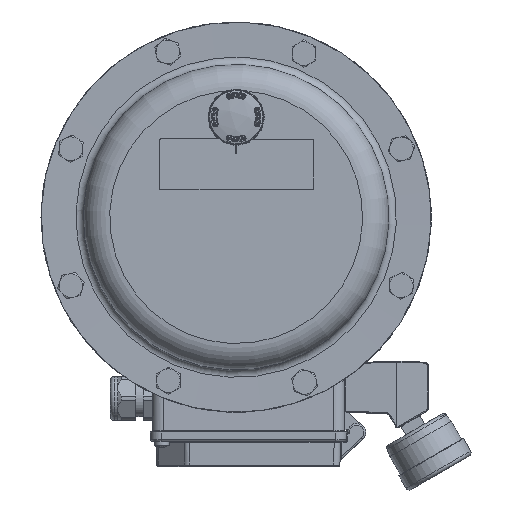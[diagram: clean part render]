
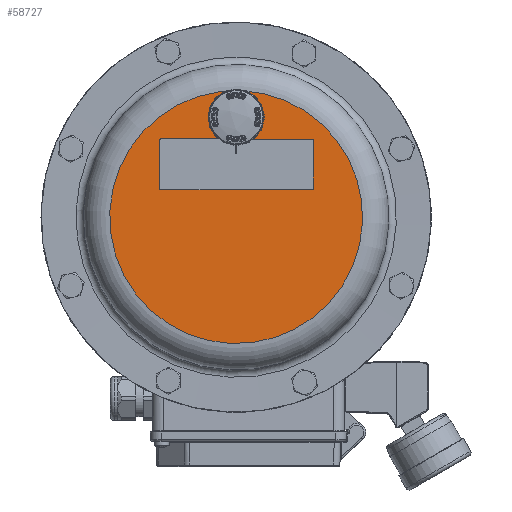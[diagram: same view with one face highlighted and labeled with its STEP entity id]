
A CAD part, top view. The second image highlights one B-rep face of the part: STEP entity #58727.
In plain terms, the highlighted planar face has unit normal (0, 0, 1).
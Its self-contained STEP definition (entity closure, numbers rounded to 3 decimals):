
#3810=LINE('',#116662,#7064);
#3814=LINE('',#116671,#7068);
#3817=LINE('',#116679,#7071);
#3820=LINE('',#116687,#7074);
#7064=VECTOR('',#75351,1000.);
#7068=VECTOR('',#75361,1000.);
#7071=VECTOR('',#75370,1000.);
#7074=VECTOR('',#75379,1000.);
#8979=FACE_BOUND('',#15895,.T.);
#8980=FACE_BOUND('',#15896,.T.);
#9879=PLANE('',#63671);
#12402=FACE_OUTER_BOUND('',#15894,.T.);
#15894=EDGE_LOOP('',(#47202));
#15895=EDGE_LOOP('',(#47203,#47204,#47205,#47206,#47207,#47208,#47209,#47210));
#15896=EDGE_LOOP('',(#47211,#47212));
#18559=CIRCLE('',#62955,10.35);
#18629=CIRCLE('',#63052,69.65);
#18882=CIRCLE('',#63613,1.);
#18883=CIRCLE('',#63616,1.);
#18884=CIRCLE('',#63619,1.);
#18885=CIRCLE('',#63622,1.);
#18886=CIRCLE('',#63672,10.35);
#24933=VERTEX_POINT('',#113316);
#24934=VERTEX_POINT('',#113317);
#25020=VERTEX_POINT('',#113901);
#25502=VERTEX_POINT('',#116660);
#25503=VERTEX_POINT('',#116661);
#25504=VERTEX_POINT('',#116666);
#25505=VERTEX_POINT('',#116670);
#25506=VERTEX_POINT('',#116674);
#25507=VERTEX_POINT('',#116678);
#25508=VERTEX_POINT('',#116682);
#25509=VERTEX_POINT('',#116686);
#32017=EDGE_CURVE('',#24933,#24934,#18559,.T.);
#32134=EDGE_CURVE('',#25020,#25020,#18629,.T.);
#32908=EDGE_CURVE('',#25502,#25503,#3810,.T.);
#32911=EDGE_CURVE('',#25503,#25504,#18882,.T.);
#32913=EDGE_CURVE('',#25504,#25505,#3814,.T.);
#32915=EDGE_CURVE('',#25505,#25506,#18883,.T.);
#32917=EDGE_CURVE('',#25506,#25507,#3817,.T.);
#32919=EDGE_CURVE('',#25507,#25508,#18884,.T.);
#32921=EDGE_CURVE('',#25508,#25509,#3820,.T.);
#32923=EDGE_CURVE('',#25509,#25502,#18885,.T.);
#32996=EDGE_CURVE('',#24934,#24933,#18886,.T.);
#47202=ORIENTED_EDGE('',*,*,#32134,.F.);
#47203=ORIENTED_EDGE('',*,*,#32923,.F.);
#47204=ORIENTED_EDGE('',*,*,#32921,.F.);
#47205=ORIENTED_EDGE('',*,*,#32919,.F.);
#47206=ORIENTED_EDGE('',*,*,#32917,.F.);
#47207=ORIENTED_EDGE('',*,*,#32915,.F.);
#47208=ORIENTED_EDGE('',*,*,#32913,.F.);
#47209=ORIENTED_EDGE('',*,*,#32911,.F.);
#47210=ORIENTED_EDGE('',*,*,#32908,.F.);
#47211=ORIENTED_EDGE('',*,*,#32996,.T.);
#47212=ORIENTED_EDGE('',*,*,#32017,.T.);
#58727=ADVANCED_FACE('',(#12402,#8979,#8980),#9879,.F.);
#62955=AXIS2_PLACEMENT_3D('',#113318,#73794,#73795);
#63052=AXIS2_PLACEMENT_3D('',#113903,#74014,#74015);
#63613=AXIS2_PLACEMENT_3D('',#116667,#75356,#75357);
#63616=AXIS2_PLACEMENT_3D('',#116675,#75365,#75366);
#63619=AXIS2_PLACEMENT_3D('',#116683,#75374,#75375);
#63622=AXIS2_PLACEMENT_3D('',#116690,#75383,#75384);
#63671=AXIS2_PLACEMENT_3D('',#116835,#75553,#75554);
#63672=AXIS2_PLACEMENT_3D('',#116836,#75555,#75556);
#73794=DIRECTION('center_axis',(0.,0.,
-1.));
#73795=DIRECTION('ref_axis',(-0.924,0.383,0.));
#74014=DIRECTION('center_axis',(0.,0.,
-1.));
#74015=DIRECTION('ref_axis',(-0.924,0.383,0.));
#75351=DIRECTION('',(0.,1.,0.));
#75356=DIRECTION('center_axis',(0.,0.,
1.));
#75357=DIRECTION('ref_axis',(0.,-1.,0.));
#75361=DIRECTION('',(-1.,0.,0.));
#75365=DIRECTION('center_axis',(0.,0.,
1.));
#75366=DIRECTION('ref_axis',(0.,-1.,0.));
#75370=DIRECTION('',(0.,-1.,0.));
#75374=DIRECTION('center_axis',(0.,0.,
1.));
#75375=DIRECTION('ref_axis',(0.,-1.,0.));
#75379=DIRECTION('',(1.,0.,0.));
#75383=DIRECTION('center_axis',(0.,0.,
1.));
#75384=DIRECTION('ref_axis',(0.,-1.,0.));
#75553=DIRECTION('center_axis',(0.,0.,
-1.));
#75554=DIRECTION('ref_axis',(-0.924,0.383,0.));
#75555=DIRECTION('center_axis',(0.,0.,
-1.));
#75556=DIRECTION('ref_axis',(-0.924,0.383,0.));
#113316=CARTESIAN_POINT('',(0.021,65.35,300.));
#113317=CARTESIAN_POINT('',(0.014,44.65,300.));
#113318=CARTESIAN_POINT('Origin',(0.018,55.,300.));
#113901=CARTESIAN_POINT('',(64.34,-26.674,300.));
#113903=CARTESIAN_POINT('Origin',(0.,0.,
300.));
#116660=CARTESIAN_POINT('',(42.505,15.986,300.));
#116661=CARTESIAN_POINT('',(42.513,41.986,300.));
#116662=CARTESIAN_POINT('',(42.505,15.986,300.));
#116666=CARTESIAN_POINT('',(41.514,42.987,300.));
#116667=CARTESIAN_POINT('Origin',(41.513,41.987,300.));
#116670=CARTESIAN_POINT('',(-41.486,43.013,300.));
#116671=CARTESIAN_POINT('',(41.514,42.987,300.));
#116674=CARTESIAN_POINT('',(-42.487,42.014,300.));
#116675=CARTESIAN_POINT('Origin',(-41.487,42.013,300.));
#116678=CARTESIAN_POINT('',(-42.495,16.014,300.));
#116679=CARTESIAN_POINT('',(-42.495,16.014,300.));
#116682=CARTESIAN_POINT('',(-41.495,15.013,300.));
#116683=CARTESIAN_POINT('Origin',(-41.495,16.013,300.));
#116686=CARTESIAN_POINT('',(41.505,14.987,300.));
#116687=CARTESIAN_POINT('',(41.505,14.987,300.));
#116690=CARTESIAN_POINT('Origin',(41.505,15.987,300.));
#116835=CARTESIAN_POINT('Origin',(0.,0.,
300.));
#116836=CARTESIAN_POINT('Origin',(0.018,55.,300.));
